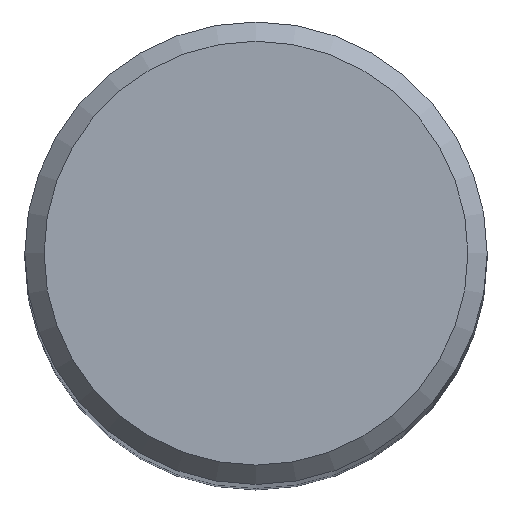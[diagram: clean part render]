
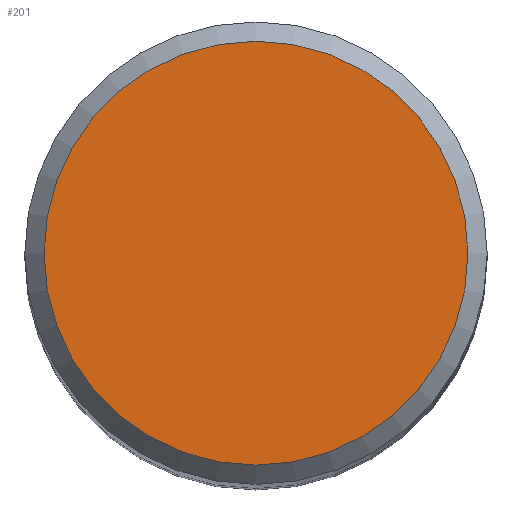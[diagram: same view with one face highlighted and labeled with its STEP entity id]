
A CAD part, top view. The second image highlights one B-rep face of the part: STEP entity #201.
In plain terms, the highlighted planar face has unit normal (0, 0, 1).
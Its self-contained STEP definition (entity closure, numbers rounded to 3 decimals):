
#50 = EDGE_LOOP ( 'NONE', ( #99 ) ) ;
#55 = DIRECTION ( 'NONE',  ( 0., 1., 0. ) ) ;
#61 = AXIS2_PLACEMENT_3D ( 'NONE', #86, #128, #55 ) ;
#68 = AXIS2_PLACEMENT_3D ( 'NONE', #196, #111, #71 ) ;
#71 = DIRECTION ( 'NONE',  ( 0., 1., 0. ) ) ;
#72 = EDGE_CURVE ( 'NONE', #157, #157, #149, .T. ) ;
#86 = CARTESIAN_POINT ( 'NONE',  ( 0., 0., 83. ) ) ;
#99 = ORIENTED_EDGE ( 'NONE', *, *, #72, .F. ) ;
#111 = DIRECTION ( 'NONE',  ( 0., 0., -1. ) ) ;
#126 = FACE_OUTER_BOUND ( 'NONE', #50, .T. ) ;
#128 = DIRECTION ( 'NONE',  ( 0., 0., -1. ) ) ;
#141 = CARTESIAN_POINT ( 'NONE',  ( 0., 5.5, 83. ) ) ;
#149 = CIRCLE ( 'NONE', #61, 5.5 ) ;
#154 = PLANE ( 'NONE',  #68 ) ;
#157 = VERTEX_POINT ( 'NONE', #141 ) ;
#196 = CARTESIAN_POINT ( 'NONE',  ( 0., 0., 83. ) ) ;
#201 = ADVANCED_FACE ( 'NONE', ( #126 ), #154, .F. ) ;
